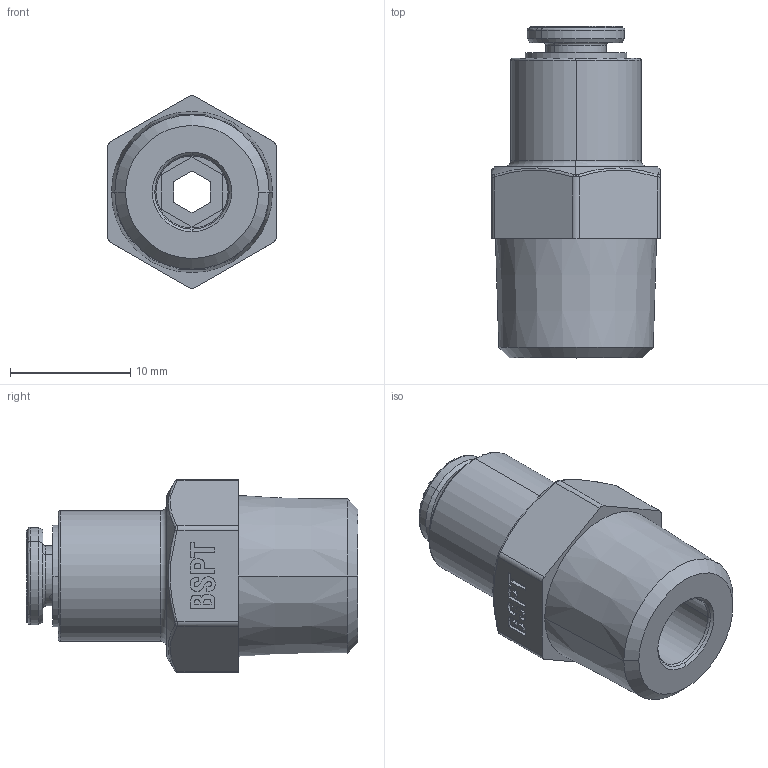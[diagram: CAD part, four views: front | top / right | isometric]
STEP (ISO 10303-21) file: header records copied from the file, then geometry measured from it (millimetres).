
FILE_DESCRIPTION(('STEP AP214'),'1');
FILE_NAME('6875_04_13.stp','2016-07-07T14:46:40',('TraceParts'),('TraceParts S.A.'),'Spatial InterOp 3D',' ',' ');
FILE_SCHEMA(('automotive_design'));
Length unit declared in the file: millimetre
Products named in the file (6): 6875 04 13|44104-64_ASM_1793#44104-64_ASM|44104-26_1789#44104-26;Solide1; 6875 04 13|44104-64_ASM_1793#44104-64_ASM|44104_1790#44104;Solide1; 6875 04 13|44104-64_ASM_1793#44104-64_ASM|44104-27_1791#44104-27;Solide1; 6875 04 13|44104-64_ASM_1793#44104-64_ASM|44124-20_1792#44124-20;Solide1; 6875 04 13|44524-44-06_1788#44524-44-06;Solide1; 6875 04 13|44104-11-10_ASS_1794#44104-11-10_ASS;Solide1
Bounding box: 14 x 27.59 x 16.01 mm (x, y, z)
Volume: 2721 mm3; surface area: 2472.7 mm2
Topology: 6 solids, 6 shells, 787 faces, 2053 edges, 1304 vertices
Faces by surface type: plane 264, bspline 229, cylinder 123, torus 94, cone 73, sphere 4
Entity records: 34858 total; most frequent: CARTESIAN_POINT 9908, ORIENTED_EDGE 4098, DIRECTION 3550, EDGE_CURVE 2049, AXIS2_PLACEMENT_3D 1307, VERTEX_POINT 1304, LINE 936, VECTOR 936
